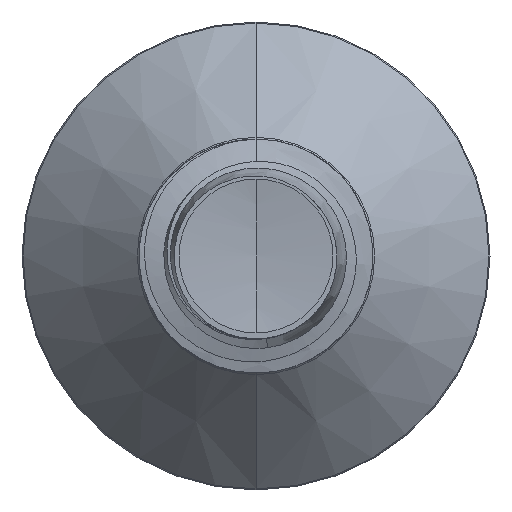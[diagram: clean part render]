
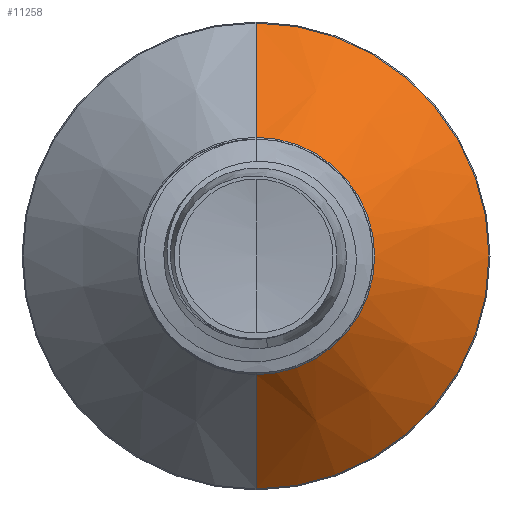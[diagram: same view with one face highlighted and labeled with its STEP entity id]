
A CAD part, front view. The second image highlights one B-rep face of the part: STEP entity #11258.
In plain terms, the highlighted conical face has half-angle 45 degrees and reference radius 3.55 mm.
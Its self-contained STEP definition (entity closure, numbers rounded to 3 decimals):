
#101 = VECTOR ( 'NONE', #12431, 1000. ) ;
#1095 = EDGE_CURVE ( 'NONE', #14537, #32222, #30685, .T. ) ;
#1113 = VERTEX_POINT ( 'NONE', #17228 ) ;
#1453 = FACE_OUTER_BOUND ( 'NONE', #9972, .T. ) ;
#1638 = ORIENTED_EDGE ( 'NONE', *, *, #24871, .F. ) ;
#2411 = VECTOR ( 'NONE', #32388, 1000. ) ;
#3853 = EDGE_CURVE ( 'NONE', #1113, #14537, #24391, .T. ) ;
#7473 = CONICAL_SURFACE ( 'NONE', #25374, 3.55, 0.785 ) ;
#8603 = AXIS2_PLACEMENT_3D ( 'NONE', #16452, #16444, #16420 ) ;
#9489 = ORIENTED_EDGE ( 'NONE', *, *, #11031, .F. ) ;
#9972 = EDGE_LOOP ( 'NONE', ( #16367, #30421, #1638, #9489 ) ) ;
#11014 = CARTESIAN_POINT ( 'NONE',  ( 0., 24.069, 0. ) ) ;
#11031 = EDGE_CURVE ( 'NONE', #1113, #35376, #17119, .T. ) ;
#11258 = ADVANCED_FACE ( 'NONE', ( #1453 ), #7473, .T. ) ;
#12431 = DIRECTION ( 'NONE',  ( 0., 0.707, -0.707 ) ) ;
#13960 = DIRECTION ( 'NONE',  ( 0., 0., 1. ) ) ;
#13983 = CARTESIAN_POINT ( 'NONE',  ( 0., 20.65, 0. ) ) ;
#14297 = CARTESIAN_POINT ( 'NONE',  ( 0., 20.65, -3.55 ) ) ;
#14537 = VERTEX_POINT ( 'NONE', #14297 ) ;
#16367 = ORIENTED_EDGE ( 'NONE', *, *, #3853, .T. ) ;
#16420 = DIRECTION ( 'NONE',  ( 0., 0., 1. ) ) ;
#16444 = DIRECTION ( 'NONE',  ( 0., 1., 0. ) ) ;
#16452 = CARTESIAN_POINT ( 'NONE',  ( 0., 20.65, 0. ) ) ;
#16770 = CARTESIAN_POINT ( 'NONE',  ( 0., 20.65, 3.55 ) ) ;
#17119 = LINE ( 'NONE', #16770, #2411 ) ;
#17228 = CARTESIAN_POINT ( 'NONE',  ( 0., 20.65, 3.55 ) ) ;
#19769 = DIRECTION ( 'NONE',  ( 0., 1., 0. ) ) ;
#19957 = CARTESIAN_POINT ( 'NONE',  ( 0., 20.65, -3.55 ) ) ;
#24391 = CIRCLE ( 'NONE', #8603, 3.55 ) ;
#24871 = EDGE_CURVE ( 'NONE', #35376, #32222, #35161, .T. ) ;
#25374 = AXIS2_PLACEMENT_3D ( 'NONE', #13983, #19769, #34938 ) ;
#27398 = CARTESIAN_POINT ( 'NONE',  ( 0., 24.069, 6.969 ) ) ;
#30019 = DIRECTION ( 'NONE',  ( 0., 1., 0. ) ) ;
#30421 = ORIENTED_EDGE ( 'NONE', *, *, #1095, .T. ) ;
#30685 = LINE ( 'NONE', #19957, #101 ) ;
#32152 = CARTESIAN_POINT ( 'NONE',  ( 0., 24.069, -6.969 ) ) ;
#32222 = VERTEX_POINT ( 'NONE', #32152 ) ;
#32388 = DIRECTION ( 'NONE',  ( 0., 0.707, 0.707 ) ) ;
#34938 = DIRECTION ( 'NONE',  ( 0., 0., 1. ) ) ;
#35161 = CIRCLE ( 'NONE', #35504, 6.969 ) ;
#35376 = VERTEX_POINT ( 'NONE', #27398 ) ;
#35504 = AXIS2_PLACEMENT_3D ( 'NONE', #11014, #30019, #13960 ) ;
